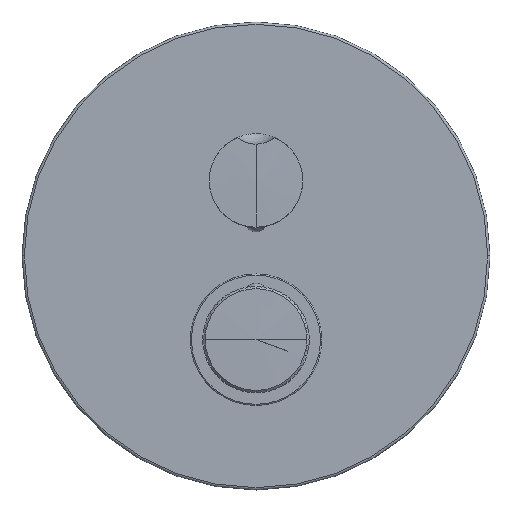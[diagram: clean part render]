
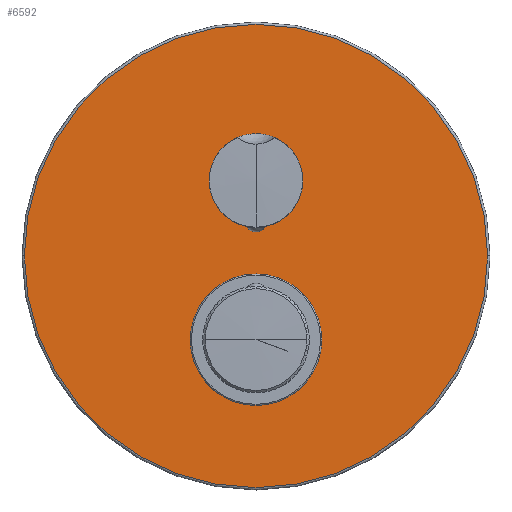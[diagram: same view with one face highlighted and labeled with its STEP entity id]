
A CAD part, top view. The second image highlights one B-rep face of the part: STEP entity #6592.
In plain terms, the highlighted planar face has unit normal (0, 0, 1).
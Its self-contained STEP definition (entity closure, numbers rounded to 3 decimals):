
#93=CARTESIAN_POINT('',(0.,35.8,65.5));
#94=DIRECTION('',(0.,0.,1.));
#95=DIRECTION('',(1.,0.,0.));
#96=AXIS2_PLACEMENT_3D('',#93,#94,#95);
#98=CARTESIAN_POINT('',(0.,35.8,65.5));
#99=DIRECTION('',(0.,0.,1.));
#100=DIRECTION('',(-1.,0.,0.));
#101=AXIS2_PLACEMENT_3D('',#98,#99,#100);
#103=CARTESIAN_POINT('',(0.,0.,65.5));
#104=DIRECTION('',(0.,0.,-1.));
#105=DIRECTION('',(-1.,0.,0.));
#106=AXIS2_PLACEMENT_3D('',#103,#104,#105);
#108=CARTESIAN_POINT('',(0.,0.,65.5));
#109=DIRECTION('',(0.,0.,-1.));
#110=DIRECTION('',(1.,0.,0.));
#111=AXIS2_PLACEMENT_3D('',#108,#109,#110);
#113=CARTESIAN_POINT('',(0.,68.,65.5));
#114=DIRECTION('',(0.,0.,-1.));
#115=DIRECTION('',(-1.,0.,0.));
#116=AXIS2_PLACEMENT_3D('',#113,#114,#115);
#118=CARTESIAN_POINT('',(0.,68.,65.5));
#119=DIRECTION('',(0.,0.,-1.));
#120=DIRECTION('',(1.,0.,0.));
#121=AXIS2_PLACEMENT_3D('',#118,#119,#120);
#5344=CARTESIAN_POINT('',(99.,35.8,65.5));
#5345=CARTESIAN_POINT('',(-99.,35.8,65.5));
#5346=VERTEX_POINT('',#5344);
#5347=VERTEX_POINT('',#5345);
#5364=CARTESIAN_POINT('',(-27.6,0.,65.5));
#5365=CARTESIAN_POINT('',(27.6,0.,65.5));
#5366=VERTEX_POINT('',#5364);
#5367=VERTEX_POINT('',#5365);
#5380=CARTESIAN_POINT('',(-13.35,68.,65.5));
#5381=CARTESIAN_POINT('',(13.35,68.,65.5));
#5382=VERTEX_POINT('',#5380);
#5383=VERTEX_POINT('',#5381);
#6570=CARTESIAN_POINT('',(0.,35.8,65.5));
#6571=DIRECTION('',(0.,0.,-1.));
#6572=DIRECTION('',(-1.,0.,0.));
#6573=AXIS2_PLACEMENT_3D('',#6570,#6571,#6572);
#6574=PLANE('',#6573);
#6576=ORIENTED_EDGE('',*,*,#6575,.F.);
#6578=ORIENTED_EDGE('',*,*,#6577,.F.);
#6579=EDGE_LOOP('',(#6576,#6578));
#6580=FACE_OUTER_BOUND('',#6579,.F.);
#6582=ORIENTED_EDGE('',*,*,#6581,.F.);
#6583=ORIENTED_EDGE('',*,*,#6553,.F.);
#6584=EDGE_LOOP('',(#6582,#6583));
#6585=FACE_BOUND('',#6584,.F.);
#6587=ORIENTED_EDGE('',*,*,#6586,.F.);
#6589=ORIENTED_EDGE('',*,*,#6588,.F.);
#6590=EDGE_LOOP('',(#6587,#6589));
#6591=FACE_BOUND('',#6590,.F.);
#6592=ADVANCED_FACE('',(#6580,#6585,#6591),#6574,.F.);
#97=CIRCLE('',#96,99.);
#102=CIRCLE('',#101,99.);
#107=CIRCLE('',#106,27.6);
#112=CIRCLE('',#111,27.6);
#117=CIRCLE('',#116,13.35);
#122=CIRCLE('',#121,13.35);
#6553=EDGE_CURVE('',#5367,#5366,#112,.T.);
#6575=EDGE_CURVE('',#5346,#5347,#97,.T.);
#6577=EDGE_CURVE('',#5347,#5346,#102,.T.);
#6581=EDGE_CURVE('',#5366,#5367,#107,.T.);
#6586=EDGE_CURVE('',#5382,#5383,#117,.T.);
#6588=EDGE_CURVE('',#5383,#5382,#122,.T.);
